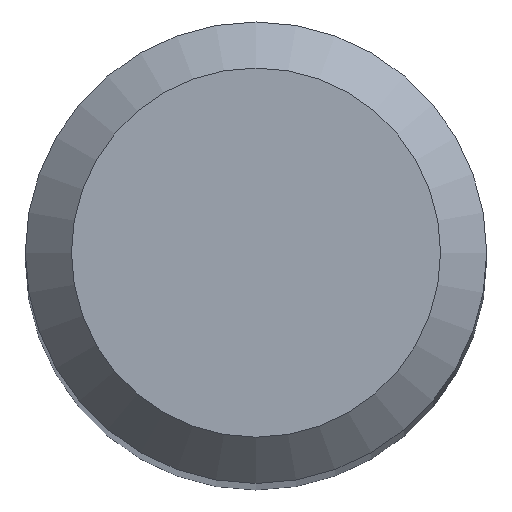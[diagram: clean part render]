
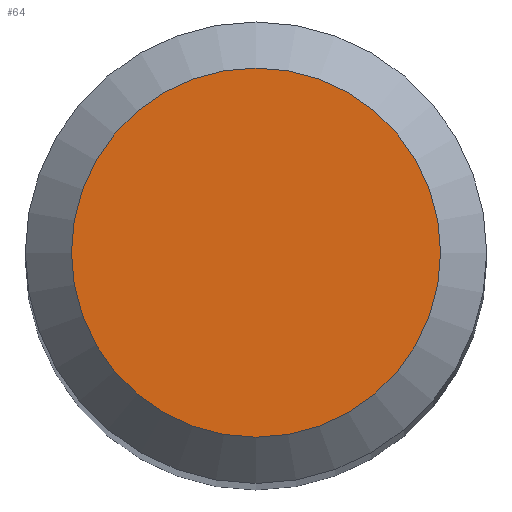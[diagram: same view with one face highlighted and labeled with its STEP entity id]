
A CAD part, top view. The second image highlights one B-rep face of the part: STEP entity #64.
In plain terms, the highlighted planar face has unit normal (0, 0, 1).
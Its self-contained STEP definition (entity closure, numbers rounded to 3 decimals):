
#48 = CIRCLE ( 'NONE', #96, 1.6 ) ;
#64 = ADVANCED_FACE ( 'NONE', ( #218 ), #255, .T. ) ;
#76 = CARTESIAN_POINT ( 'NONE',  ( 0., 0., 0. ) ) ;
#83 = DIRECTION ( 'NONE',  ( 1., 0., 0. ) ) ;
#96 = AXIS2_PLACEMENT_3D ( 'NONE', #99, #101, #83 ) ;
#98 = VERTEX_POINT ( 'NONE', #164 ) ;
#99 = CARTESIAN_POINT ( 'NONE',  ( 0., 0., 0. ) ) ;
#101 = DIRECTION ( 'NONE',  ( 0., 0., 1. ) ) ;
#103 = EDGE_LOOP ( 'NONE', ( #135 ) ) ;
#135 = ORIENTED_EDGE ( 'NONE', *, *, #235, .T. ) ;
#155 = DIRECTION ( 'NONE',  ( 0., 0., 1. ) ) ;
#164 = CARTESIAN_POINT ( 'NONE',  ( 1.6, 0., 0. ) ) ;
#179 = AXIS2_PLACEMENT_3D ( 'NONE', #76, #155, #238 ) ;
#218 = FACE_OUTER_BOUND ( 'NONE', #103, .T. ) ;
#235 = EDGE_CURVE ( 'NONE', #98, #98, #48, .T. ) ;
#238 = DIRECTION ( 'NONE',  ( 1., 0., 0. ) ) ;
#255 = PLANE ( 'NONE',  #179 ) ;
